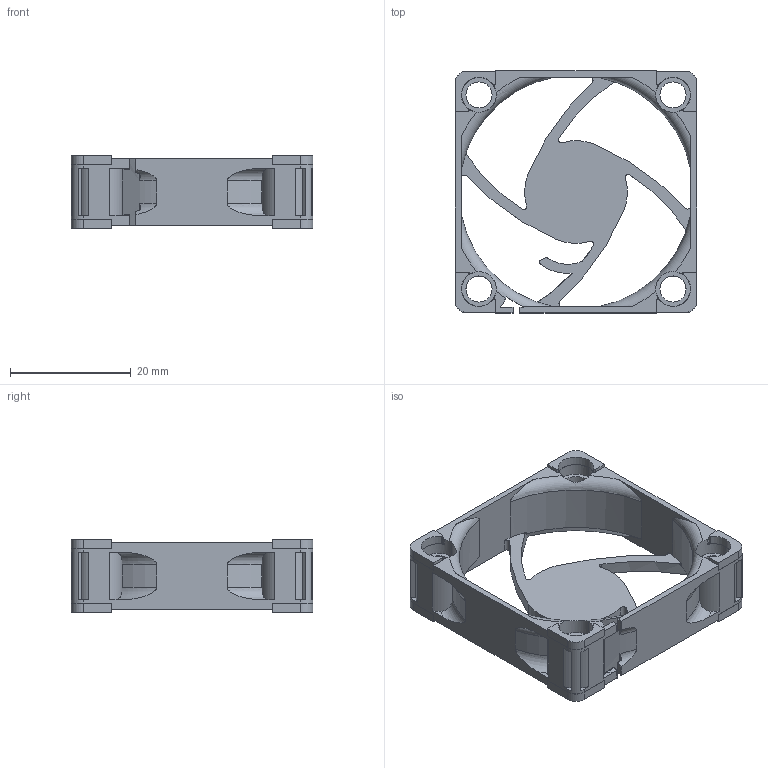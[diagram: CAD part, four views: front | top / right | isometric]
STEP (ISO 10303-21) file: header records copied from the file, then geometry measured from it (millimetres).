
FILE_DESCRIPTION (( 'STEP AP214' ), '1' );
FILE_NAME ('Noctua-NF-A4x10.STEP', '2015-03-12T15:33:38', ( 'Sean' ), ( '' ), 'SwSTEP 2.0', 'SolidWorks 2013', '' );
FILE_SCHEMA (( 'AUTOMOTIVE_DESIGN' ));
Length unit declared in the file: inch
Products named in the file (1): Noctua-NF-A4x10
Bounding box: 40.06 x 40.06 x 12 mm (x, y, z)
Volume: 3990.2 mm3; surface area: 6142.9 mm2
Topology: 9 solids, 9 shells, 389 faces, 1077 edges, 697 vertices
Faces by surface type: cylinder 186, plane 150, torus 27, bspline 14, sphere 8, cone 4
Entity records: 14765 total; most frequent: CARTESIAN_POINT 3460, DIRECTION 2137, ORIENTED_EDGE 2134, EDGE_CURVE 1067, AXIS2_PLACEMENT_3D 812, VERTEX_POINT 697, VECTOR 513, LINE 513
